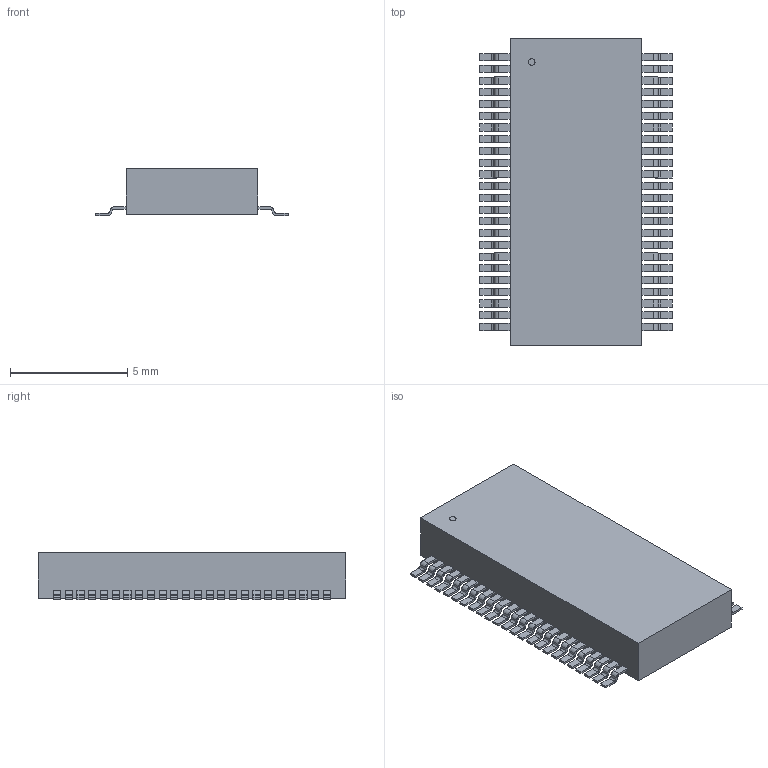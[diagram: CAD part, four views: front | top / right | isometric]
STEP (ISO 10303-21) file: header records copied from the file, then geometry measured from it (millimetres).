
FILE_DESCRIPTION(('STEP AP214'),'1');
FILE_NAME('SSOP-48_G_LIT','2024-07-14T02:20:48',(''),(''),'','','');
FILE_SCHEMA(('AUTOMOTIVE_DESIGN'));
Length unit declared in the file: millimetre
Products named in the file (1): product
Bounding box: 8.2 x 13.11 x 2.01 mm (x, y, z)
Volume: 145.9 mm3; surface area: 278.1 mm2
Topology: 50 solids, 50 shells, 681 faces, 1743 edges, 1162 vertices
Faces by surface type: plane 488, cylinder 193
Full cylindrical faces by diameter (mm): 0.281 x1
Entity records: 19765 total; most frequent: DIRECTION 3494, ORIENTED_EDGE 3484, CARTESIAN_POINT 2039, EDGE_CURVE 1742, LINE 1356, VECTOR 1356, VERTEX_POINT 1162, AXIS2_PLACEMENT_3D 1069
